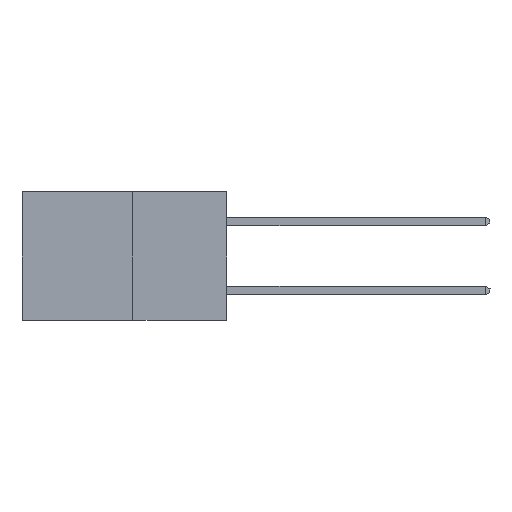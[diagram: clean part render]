
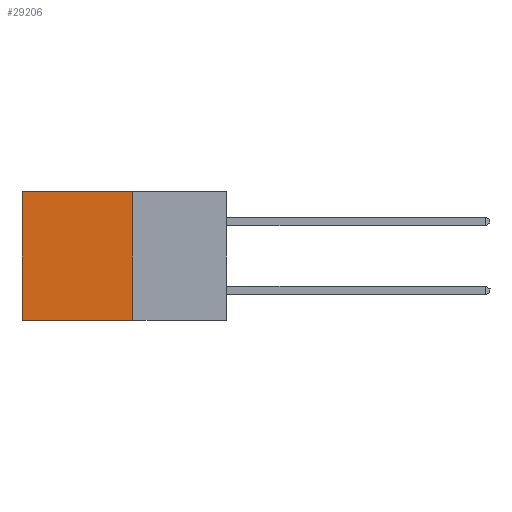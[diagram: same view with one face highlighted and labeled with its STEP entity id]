
A CAD part, left-side view. The second image highlights one B-rep face of the part: STEP entity #29206.
In plain terms, the highlighted planar face has unit normal (-1, 0, 0).
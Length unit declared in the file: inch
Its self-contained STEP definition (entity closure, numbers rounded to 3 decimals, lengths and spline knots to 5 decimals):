
#472 = CARTESIAN_POINT ( 'NONE',  ( 0.277, 0.59, 0. ) ) ;
#760 = CARTESIAN_POINT ( 'NONE',  ( 0.277, 0.27, 0. ) ) ;
#1494 = LINE ( 'NONE', #10566, #7694 ) ;
#4268 = ORIENTED_EDGE ( 'NONE', *, *, #13794, .T. ) ;
#4557 = AXIS2_PLACEMENT_3D ( 'NONE', #15519, #20087, #6447 ) ;
#5743 = EDGE_CURVE ( 'NONE', #19236, #13786, #11575, .T. ) ;
#6357 = EDGE_LOOP ( 'NONE', ( #13584, #16216, #28614, #4268 ) ) ;
#6447 = DIRECTION ( 'NONE',  ( 0., 0., -1. ) ) ;
#6777 = VECTOR ( 'NONE', #19351, 39.37008 ) ;
#7694 = VECTOR ( 'NONE', #15134, 39.37008 ) ;
#8580 = EDGE_CURVE ( 'NONE', #13786, #26975, #13578, .T. ) ;
#9879 = VECTOR ( 'NONE', #28071, 39.37008 ) ;
#10566 = CARTESIAN_POINT ( 'NONE',  ( 0.277, 0.27, 0. ) ) ;
#11575 = LINE ( 'NONE', #28100, #28816 ) ;
#13578 = LINE ( 'NONE', #18484, #6777 ) ;
#13584 = ORIENTED_EDGE ( 'NONE', *, *, #18002, .T. ) ;
#13786 = VERTEX_POINT ( 'NONE', #26245 ) ;
#13794 = EDGE_CURVE ( 'NONE', #19236, #22289, #1494, .T. ) ;
#15134 = DIRECTION ( 'NONE',  ( 0., 1., 0. ) ) ;
#15519 = CARTESIAN_POINT ( 'NONE',  ( 0.277, 0.27, -0.37 ) ) ;
#16216 = ORIENTED_EDGE ( 'NONE', *, *, #8580, .F. ) ;
#17039 = CARTESIAN_POINT ( 'NONE',  ( 0.277, 0.59, -0.37 ) ) ;
#17532 = FACE_OUTER_BOUND ( 'NONE', #6357, .T. ) ;
#18002 = EDGE_CURVE ( 'NONE', #22289, #26975, #21918, .T. ) ;
#18484 = CARTESIAN_POINT ( 'NONE',  ( 0.277, 0.27, -0.37 ) ) ;
#19236 = VERTEX_POINT ( 'NONE', #760 ) ;
#19351 = DIRECTION ( 'NONE',  ( 0., 1., 0. ) ) ;
#20087 = DIRECTION ( 'NONE',  ( 1., 0., 0. ) ) ;
#21335 = CARTESIAN_POINT ( 'NONE',  ( 0.277, 0.59, -0.37 ) ) ;
#21918 = LINE ( 'NONE', #21335, #9879 ) ;
#22289 = VERTEX_POINT ( 'NONE', #472 ) ;
#22540 = DIRECTION ( 'NONE',  ( 0., 0., -1. ) ) ;
#26245 = CARTESIAN_POINT ( 'NONE',  ( 0.277, 0.27, -0.37 ) ) ;
#26975 = VERTEX_POINT ( 'NONE', #17039 ) ;
#28071 = DIRECTION ( 'NONE',  ( 0., 0., -1. ) ) ;
#28100 = CARTESIAN_POINT ( 'NONE',  ( 0.277, 0.27, -0.37 ) ) ;
#28614 = ORIENTED_EDGE ( 'NONE', *, *, #5743, .F. ) ;
#28816 = VECTOR ( 'NONE', #22540, 39.37008 ) ;
#28988 = PLANE ( 'NONE',  #4557 ) ;
#29206 = ADVANCED_FACE ( 'NONE', ( #17532 ), #28988, .F. ) ;
